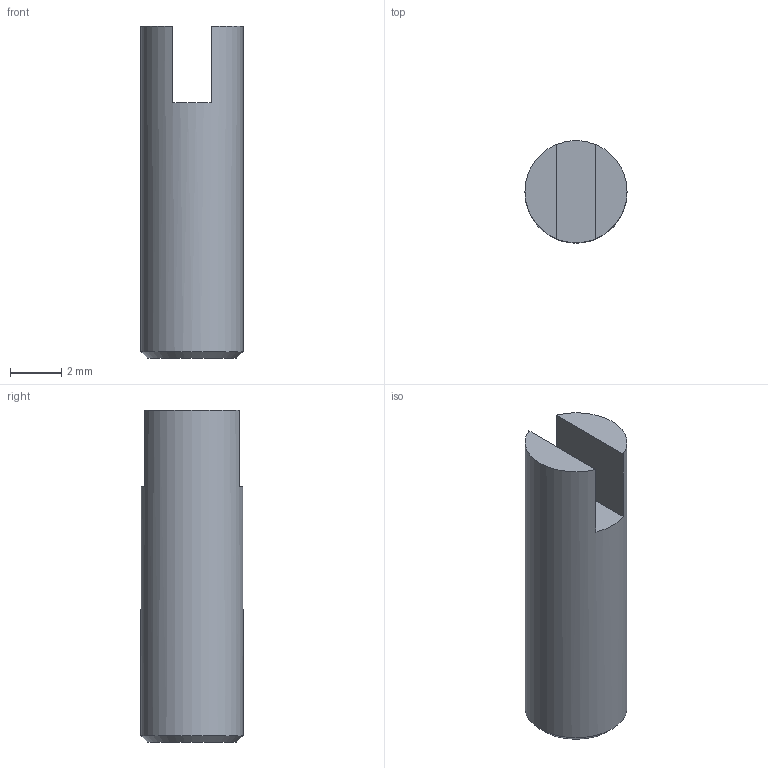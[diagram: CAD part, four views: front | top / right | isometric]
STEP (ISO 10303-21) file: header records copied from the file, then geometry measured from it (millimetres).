
FILE_DESCRIPTION( ('This file contains a STEP AP42 implementation' ,'as created by ZW3D STEP Interface translator.' ,'') ,'2;1' );
FILE_NAME( 'ﾉｰﾂﾖﾖ眸､ｴﾖｹﾌｶｨﾂﾝﾋｿ.ipt.stp' ,'251027.114732', (''), ('ZWCAD Software Co.'), 'Version 1.0', 'ZW3D to STEP translator', '' );
FILE_SCHEMA(('AUTOMOTIVE_DESIGN { 1 0 10303 214 1 1 1 1 }'));
Length unit declared in the file: millimetre
Products named in the file (1): 0
Bounding box: 4 x 4 x 13 mm (x, y, z)
Volume: 145.4 mm3; surface area: 199.6 mm2
Topology: 1 solids, 1 shells, 8 faces, 19 edges, 13 vertices
Faces by surface type: plane 6, cone 1, cylinder 1
Full cylindrical faces by diameter (mm): 4 x1
Entity records: 268 total; most frequent: DIRECTION 46, CARTESIAN_POINT 41, ORIENTED_EDGE 38, EDGE_CURVE 19, AXIS2_PLACEMENT_3D 18, VERTEX_POINT 13, VECTOR 10, LINE 10
